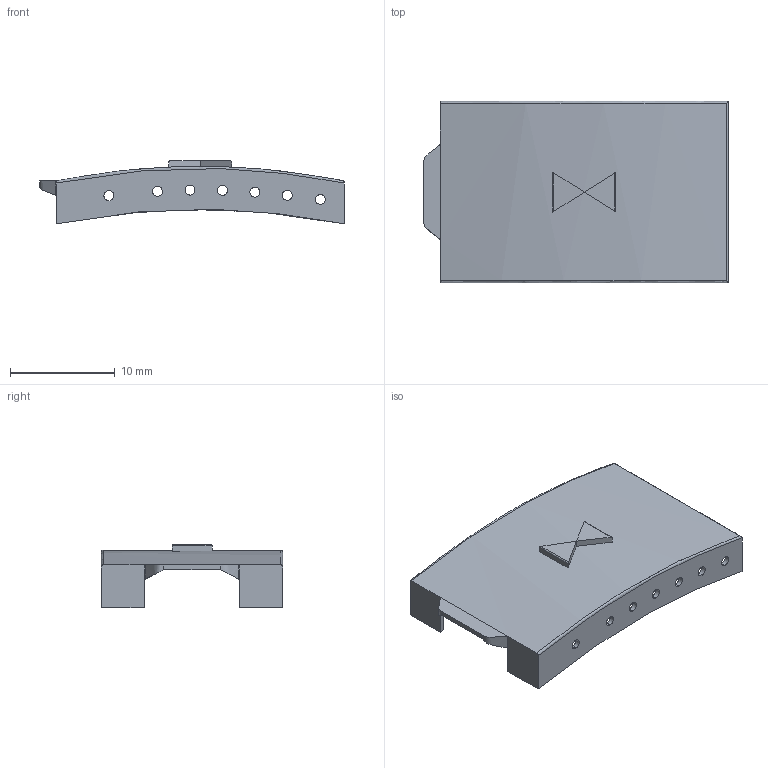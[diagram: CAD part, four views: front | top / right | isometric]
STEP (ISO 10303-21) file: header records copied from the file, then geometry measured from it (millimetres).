
FILE_DESCRIPTION(/* description */ (''),/* implementation_level */ '2;1');
FILE_NAME(/* name */ 'MONTRE V10 p1.step',/* time_stamp */ '2020-09-18T18:15:01+02:00',/* author */ (''),/* organization */ (''),/* preprocessor_version */ 'ST-DEVELOPER v18.1',/* originating_system */ 'Autodesk Translation Framework v9.3.0.1241',/* authorisation */ '');
FILE_SCHEMA (('AUTOMOTIVE_DESIGN { 1 0 10303 214 3 1 1 }'));
Length unit declared in the file: millimetre
Products named in the file (1): MONTRE V10 §§§§§
Bounding box: 29.05 x 17.3 x 6.07 mm (x, y, z)
Volume: 326.6 mm3; surface area: 1519.2 mm2
Topology: 3 solids, 3 shells, 76 faces, 203 edges, 133 vertices
Faces by surface type: bspline 29, plane 29, cylinder 18
Entity records: 3677 total; most frequent: CARTESIAN_POINT 1918, ORIENTED_EDGE 406, DIRECTION 262, EDGE_CURVE 203, VERTEX_POINT 133, EDGE_LOOP 104, LINE 92, VECTOR 92
